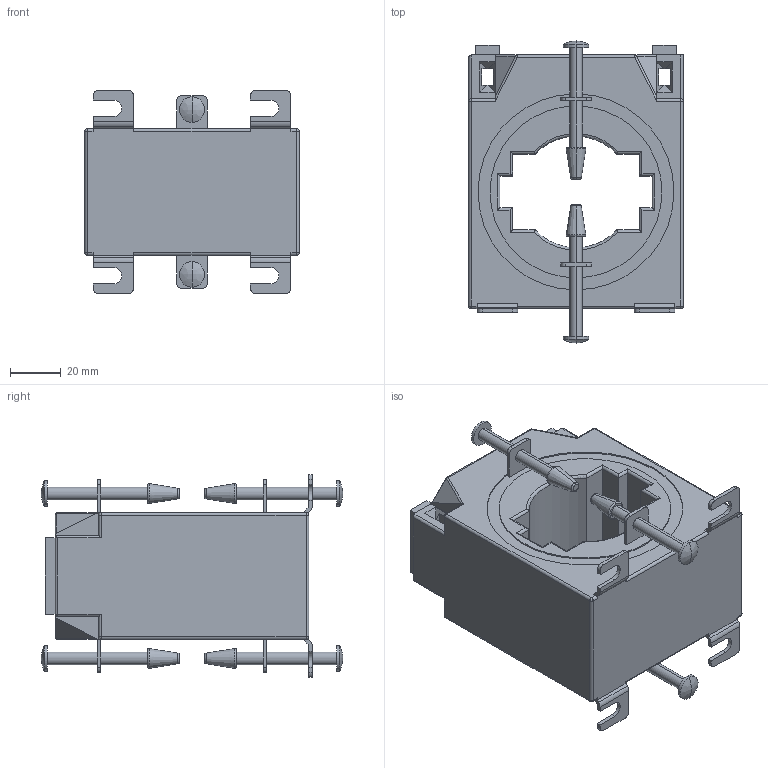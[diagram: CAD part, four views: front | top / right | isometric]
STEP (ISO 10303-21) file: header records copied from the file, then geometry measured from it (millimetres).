
FILE_DESCRIPTION((''),'2;1');
FILE_NAME('TC8_STEP','2017-08-31T',('bcollados'),(''),'CREO PARAMETRIC BY PTC INC, 2015290','CREO PARAMETRIC BY PTC INC, 2015290','');
FILE_SCHEMA(('AUTOMOTIVE_DESIGN { 1 0 10303 214 1 1 1 1 }'));
Length unit declared in the file: millimetre
Products named in the file (1): TC8_STEP
Bounding box: 84.5 x 119 x 80 mm (x, y, z)
Volume: 324037.3 mm3; surface area: 49646.7 mm2
Topology: 3 solids, 3 shells, 340 faces, 823 edges, 504 vertices
Faces by surface type: plane 155, cylinder 133, torus 20, bspline 12, sphere 12, cone 8
Entity records: 18157 total; most frequent: CARTESIAN_POINT 2302, DIRECTION 1661, ORIENTED_EDGE 1622, COLOUR_RGB 1579, PRESENTATION_STYLE_ASSIGNMENT 1142, STYLED_ITEM 814, CURVE_STYLE 811, EDGE_CURVE 811
